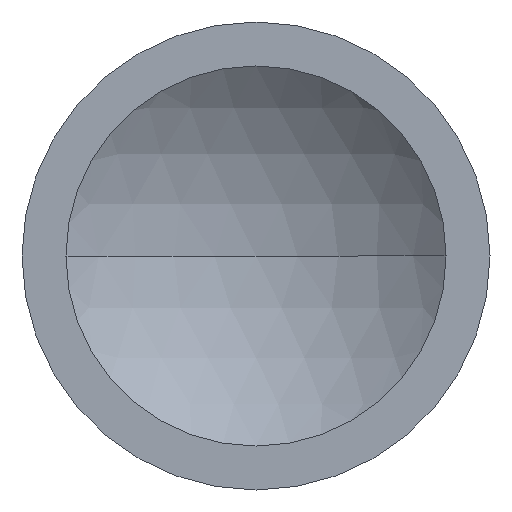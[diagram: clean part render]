
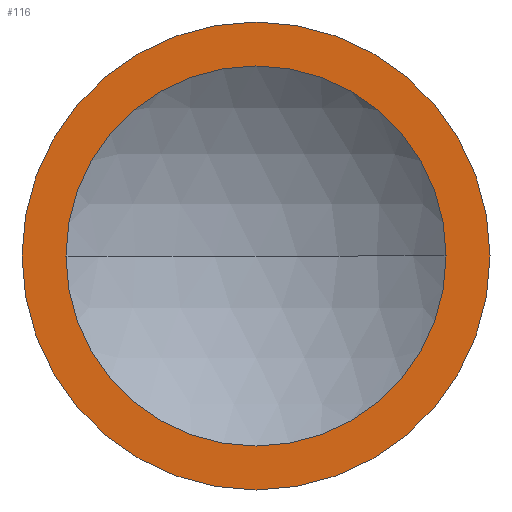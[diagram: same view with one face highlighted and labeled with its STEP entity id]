
A CAD part, front view. The second image highlights one B-rep face of the part: STEP entity #116.
In plain terms, the highlighted planar face has unit normal (0, -1, 0).
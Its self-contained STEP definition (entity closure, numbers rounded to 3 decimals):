
#2 = FACE_BOUND ( 'NONE', #88, .T. ) ;
#5 = DIRECTION ( 'NONE',  ( 0., 1., 0. ) ) ;
#13 = AXIS2_PLACEMENT_3D ( 'NONE', #95, #17, #292 ) ;
#17 = DIRECTION ( 'NONE',  ( 0., 1., 0. ) ) ;
#22 = EDGE_CURVE ( 'NONE', #206, #340, #306, .T. ) ;
#32 = CARTESIAN_POINT ( 'NONE',  ( 0., 0., 0. ) ) ;
#54 = AXIS2_PLACEMENT_3D ( 'NONE', #259, #210, #121 ) ;
#58 = ORIENTED_EDGE ( 'NONE', *, *, #89, .F. ) ;
#61 = EDGE_CURVE ( 'NONE', #340, #206, #175, .T. ) ;
#78 = CARTESIAN_POINT ( 'NONE',  ( 10.65, 0., 0. ) ) ;
#80 = DIRECTION ( 'NONE',  ( 1., 0., 0. ) ) ;
#88 = EDGE_LOOP ( 'NONE', ( #226, #117 ) ) ;
#89 = EDGE_CURVE ( 'NONE', #110, #303, #181, .T. ) ;
#95 = CARTESIAN_POINT ( 'NONE',  ( 0., 0., 0. ) ) ;
#106 = DIRECTION ( 'NONE',  ( 1., 0., 0. ) ) ;
#107 = PLANE ( 'NONE',  #297 ) ;
#110 = VERTEX_POINT ( 'NONE', #78 ) ;
#116 = ADVANCED_FACE ( 'NONE', ( #2, #222 ), #107, .T. ) ;
#117 = ORIENTED_EDGE ( 'NONE', *, *, #61, .T. ) ;
#121 = DIRECTION ( 'NONE',  ( 1., 0., 0. ) ) ;
#175 = CIRCLE ( 'NONE', #283, 8.65 ) ;
#176 = EDGE_LOOP ( 'NONE', ( #251, #58 ) ) ;
#181 = CIRCLE ( 'NONE', #246, 10.65 ) ;
#190 = DIRECTION ( 'NONE',  ( 0., -1., 0. ) ) ;
#206 = VERTEX_POINT ( 'NONE', #240 ) ;
#210 = DIRECTION ( 'NONE',  ( 0., 1., 0. ) ) ;
#215 = CARTESIAN_POINT ( 'NONE',  ( 0., 0., 0. ) ) ;
#222 = FACE_OUTER_BOUND ( 'NONE', #176, .T. ) ;
#226 = ORIENTED_EDGE ( 'NONE', *, *, #22, .T. ) ;
#240 = CARTESIAN_POINT ( 'NONE',  ( -8.65, 0., 0. ) ) ;
#246 = AXIS2_PLACEMENT_3D ( 'NONE', #215, #296, #301 ) ;
#251 = ORIENTED_EDGE ( 'NONE', *, *, #343, .F. ) ;
#257 = CIRCLE ( 'NONE', #13, 10.65 ) ;
#259 = CARTESIAN_POINT ( 'NONE',  ( 0., 0., 0. ) ) ;
#262 = CARTESIAN_POINT ( 'NONE',  ( 8.65, 0., 0. ) ) ;
#283 = AXIS2_PLACEMENT_3D ( 'NONE', #32, #5, #106 ) ;
#292 = DIRECTION ( 'NONE',  ( -1., 0., 0. ) ) ;
#296 = DIRECTION ( 'NONE',  ( 0., 1., 0. ) ) ;
#297 = AXIS2_PLACEMENT_3D ( 'NONE', #331, #190, #80 ) ;
#301 = DIRECTION ( 'NONE',  ( -1., 0., 0. ) ) ;
#303 = VERTEX_POINT ( 'NONE', #355 ) ;
#306 = CIRCLE ( 'NONE', #54, 8.65 ) ;
#331 = CARTESIAN_POINT ( 'NONE',  ( 0., 0., 0. ) ) ;
#340 = VERTEX_POINT ( 'NONE', #262 ) ;
#343 = EDGE_CURVE ( 'NONE', #303, #110, #257, .T. ) ;
#355 = CARTESIAN_POINT ( 'NONE',  ( -10.65, 0., 0. ) ) ;
